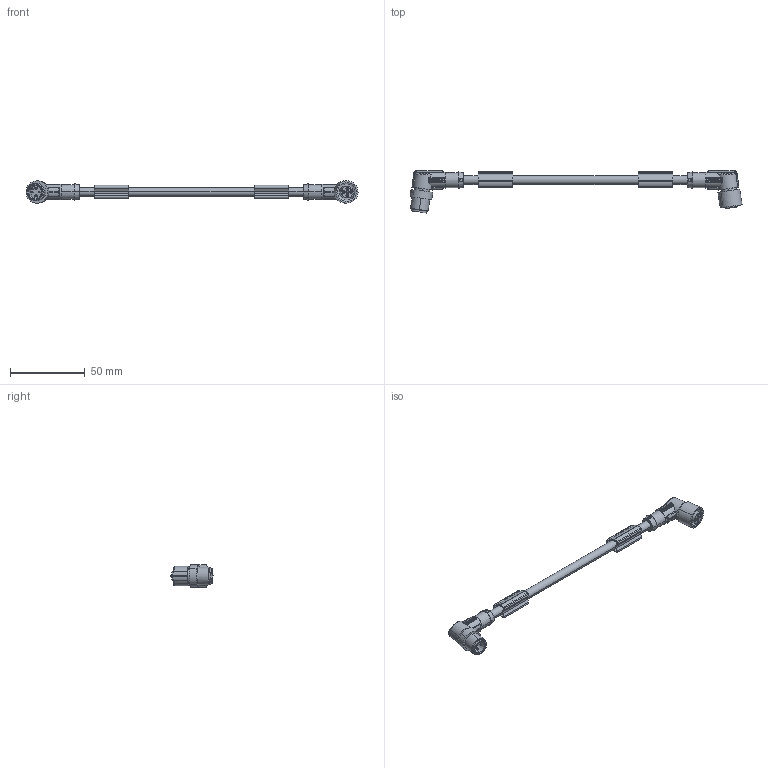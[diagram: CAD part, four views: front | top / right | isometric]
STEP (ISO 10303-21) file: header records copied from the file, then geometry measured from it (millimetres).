
FILE_DESCRIPTION(('SolidDesigner STEP Export'),'2;1');
FILE_NAME('1668713.stp','2011-12-08T 9:51:12',(''),(''),'CoCreate Modeling STEP processor for AP214 (Solid Model)','CoCreate Modeling 16.00A 16-Aug-2008 (C) Parametric Technology GmbH','');
FILE_SCHEMA(('AUTOMOTIVE_DESIGN { 1 0 10303 214 1 1 1 1 }'));
Length unit declared in the file: millimetre
Products named in the file (2): 1668713
Assembly tree (1 placements, depth 2):
  1668713
    1668713
Bounding box: 222.25 x 28.14 x 14.78 mm (x, y, z)
Volume: 14633.8 mm3; surface area: 11107.1 mm2
Topology: 1 solids, 1 shells, 955 faces, 2539 edges, 1690 vertices
Faces by surface type: plane 611, cylinder 169, extrusion 116, cone 37, torus 12, bspline 10
Entity records: 47178 total; most frequent: CARTESIAN_POINT 16861, ORIENTED_EDGE 5078, DIRECTION 3874, EDGE_CURVE 2539, VECTOR 1900, LINE 1784, VERTEX_POINT 1690, EDGE_LOOP 1071
